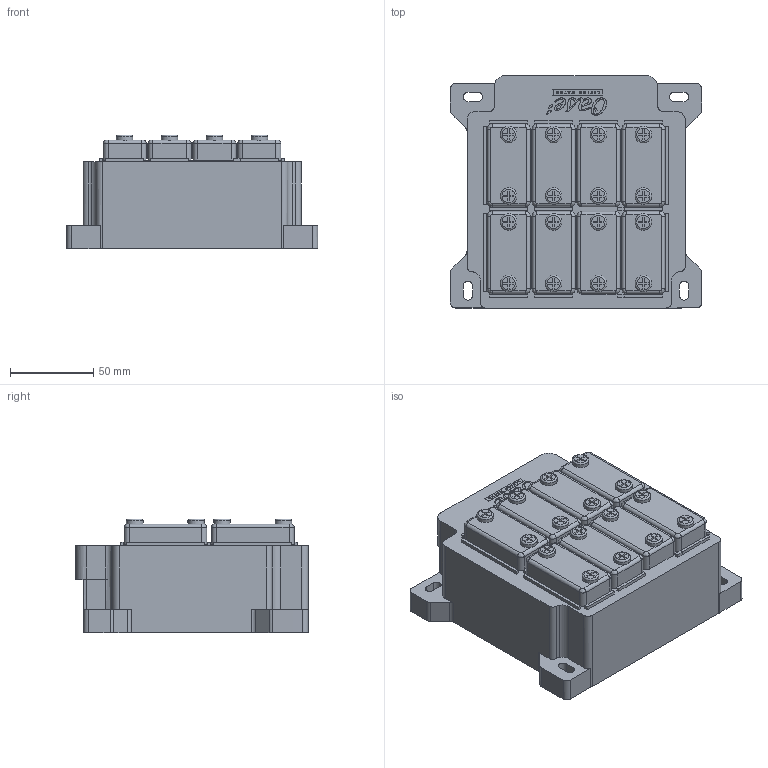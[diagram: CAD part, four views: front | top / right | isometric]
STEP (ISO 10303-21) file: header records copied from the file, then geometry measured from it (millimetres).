
FILE_DESCRIPTION(/* description */ (''),/* implementation_level */ '2;1');
FILE_NAME(/* name */ '84956 underwater switch 24V.stp',/* time_stamp */ '2020-12-11T07:55:05+01:00',/* author */ ('guzb562'),/* organization */ (''),/* preprocessor_version */ 'ST-DEVELOPER v18.1',/* originating_system */ 'Autodesk Inventor 2021',/* authorisation */ '');
FILE_SCHEMA (('AUTOMOTIVE_DESIGN { 1 0 10303 214 3 1 1 }'));
Length unit declared in the file: millimetre
Products named in the file (3): 70468_Underwater led driver compact; 70468_led_driver_compact; Stecker_Kappe
Assembly tree (9 placements, depth 2):
  70468_Underwater led driver compact
    70468_led_driver_compact
    Stecker_Kappe  x8
Bounding box: 151.22 x 139.82 x 68.5 mm (x, y, z)
Volume: 949708.6 mm3; surface area: 135552.6 mm2
Topology: 9 solids, 25 shells, 1363 faces, 3420 edges, 2248 vertices
Faces by surface type: plane 861, cylinder 339, bspline 147, torus 16
Full cylindrical faces by diameter (mm): 1.27 x5, 1.4 x5, 5.4 x16, 6 x32, 10 x16, 15.767 x1, 20.098 x1, 20.165 x1
Entity records: 24007 total; most frequent: CARTESIAN_POINT 8496, ORIENTED_EDGE 3312, DIRECTION 2776, EDGE_CURVE 1656, LINE 1190, VECTOR 1190, VERTEX_POINT 1100, AXIS2_PLACEMENT_3D 793
